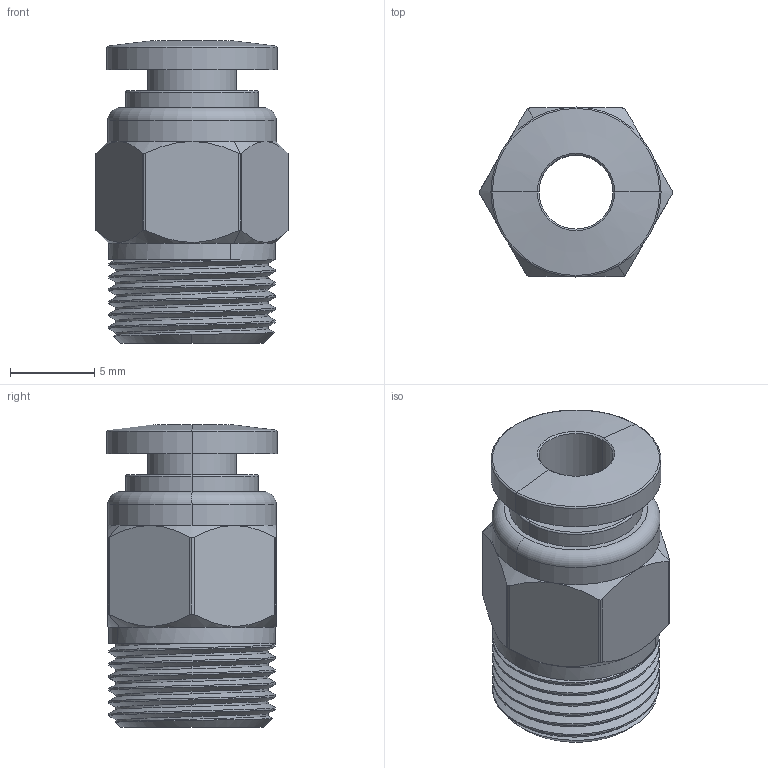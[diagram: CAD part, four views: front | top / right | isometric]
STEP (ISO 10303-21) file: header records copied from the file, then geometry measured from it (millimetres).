
FILE_DESCRIPTION (( 'STEP AP214' ), '1' );
FILE_NAME ('PC4-M10.STEP', '2025-09-18T19:07:51', ( '' ), ( '' ), 'SwSTEP 2.0', 'SolidWorks 2024', '' );
FILE_SCHEMA (( 'AUTOMOTIVE_DESIGN' ));
Length unit declared in the file: millimetre
Products named in the file (1): PC4-M10
Bounding box: 11.47 x 10.1 x 17.99 mm (x, y, z)
Volume: 942.2 mm3; surface area: 1366.1 mm2
Topology: 2 solids, 2 shells, 97 faces, 258 edges, 168 vertices
Faces by surface type: cylinder 56, cone 17, plane 14, torus 8, bspline 2
Entity records: 6155 total; most frequent: CARTESIAN_POINT 2816, ORIENTED_EDGE 516, DIRECTION 408, EDGE_CURVE 258, AXIS2_PLACEMENT_3D 168, VERTEX_POINT 168, EDGE_LOOP 104, UNCERTAINTY_MEASURE_WITH_UNIT 100
